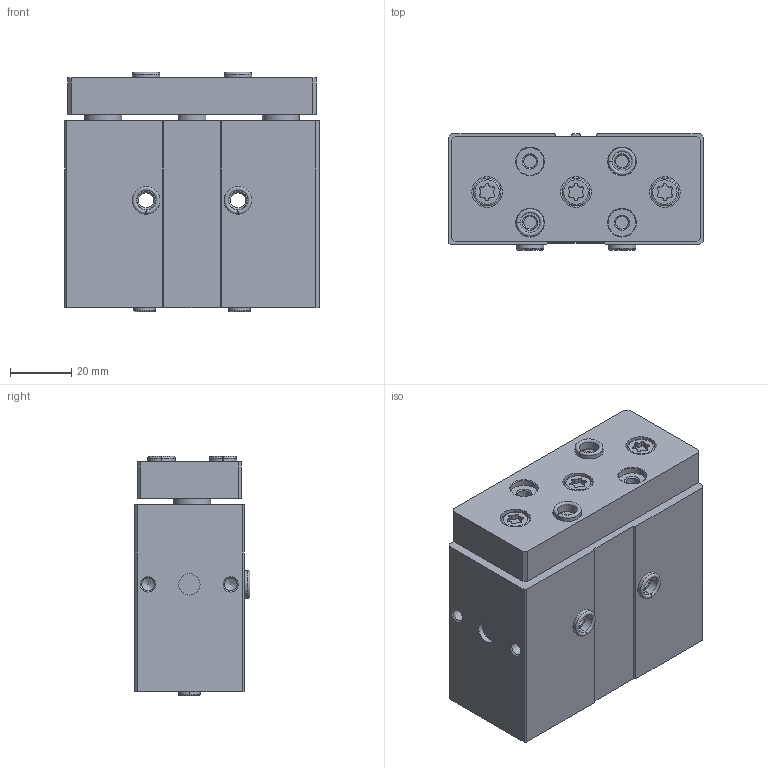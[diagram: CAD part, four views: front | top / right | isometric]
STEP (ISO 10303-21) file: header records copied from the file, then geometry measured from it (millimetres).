
FILE_DESCRIPTION(/* description */ ('STEP AP214'),/* implementation_level */ '2;1');
FILE_NAME(/* name */ '170915_DFM-20-20-P-A-KF',/* time_stamp */ '2024-08-14T20:26:53+02:00',/* author */ ('License CC BY-ND 4.0'),/* organization */ ('CADENAS'),/* preprocessor_version */ 'ST-DEVELOPER v19.3',/* originating_system */ 'PARTsolutions',/* authorisation */ ' ');
FILE_SCHEMA (('AUTOMOTIVE_DESIGN {1 0 10303 214 3 1 1}'));
Length unit declared in the file: millimetre
Products named in the file (6): 170915 DFM-20-20-P-A-KF---(0); 170915 DFM-20-20-P-A-KF---(Z); 170915 DFM-20-20-P-A-KF---(K); 8137184 ZBH-9-B; 5088186 M5x5; 8146544 ZBH-7-B
Assembly tree (10 placements, depth 2):
  170915 DFM-20-20-P-A-KF---(0)
    170915 DFM-20-20-P-A-KF---(Z)
    170915 DFM-20-20-P-A-KF---(K)
    8137184 ZBH-9-B  x4
    5088186 M5x5  x2
    8146544 ZBH-7-B  x2
Bounding box: 83 x 37.85 x 78.1 mm (x, y, z)
Volume: 198558.8 mm3; surface area: 48531.3 mm2
Topology: 10 solids, 10 shells, 305 faces, 710 edges, 458 vertices
Faces by surface type: plane 129, cylinder 115, cone 42, torus 19
Full cylindrical faces by diameter (mm): 2.57 x2, 4 x2, 4.134 x13, 4.917 x2, 5 x4, 5.2 x2, 7 x3, 9 x11, 10 x5, 12 x4, 20 x2, 21 x1
Entity records: 6872 total; most frequent: DIRECTION 1232, CARTESIAN_POINT 1182, ORIENTED_EDGE 958, AXIS2_PLACEMENT_3D 513, EDGE_CURVE 479, FACE_BOUND 392, EDGE_LOOP 386, VERTEX_POINT 367
